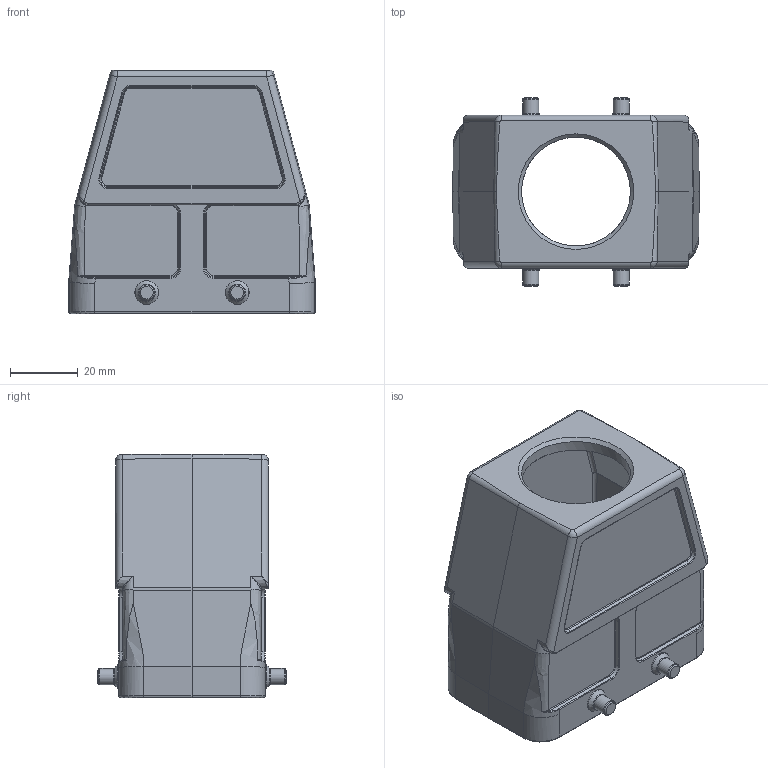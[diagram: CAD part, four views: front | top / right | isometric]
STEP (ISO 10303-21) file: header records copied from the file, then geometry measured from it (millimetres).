
FILE_DESCRIPTION(/* description */ (''),/* implementation_level */ '2;1');
FILE_NAME(/* name */ '100198732ugm000_b.stp',/* time_stamp */ '2017-10-27T13:35:27+02:00',/* author */ (''),/* organization */ (''),/* preprocessor_version */ 'ST-DEVELOPER v16',/* originating_system */ 'SIEMENS PLM Software NX 10.0',/* authorisation */ '');
FILE_SCHEMA (('AUTOMOTIVE_DESIGN { 1 0 10303 214 3 1 1 1 }'));
Length unit declared in the file: millimetre
Products named in the file (1): 100198732ugm000_b
Bounding box: 72.6 x 55.6 x 71.6 mm (x, y, z)
Volume: 57899.7 mm3; surface area: 32085.8 mm2
Topology: 1 solids, 1 shells, 479 faces, 1681 edges, 1737 vertices
Faces by surface type: plane 172, cylinder 133, bspline 63, torus 58, cone 43, sphere 10
Full cylindrical faces by diameter (mm): 3 x4, 4 x4, 4.8 x4, 7 x4, 32 x1
Entity records: 21550 total; most frequent: CARTESIAN_POINT 6802, DIRECTION 2325, ORIENTED_EDGE 2204, EDGE_CURVE 1102, AXIS2_PLACEMENT_3D 829, VERTEX_POINT 698, LINE 667, VECTOR 667
